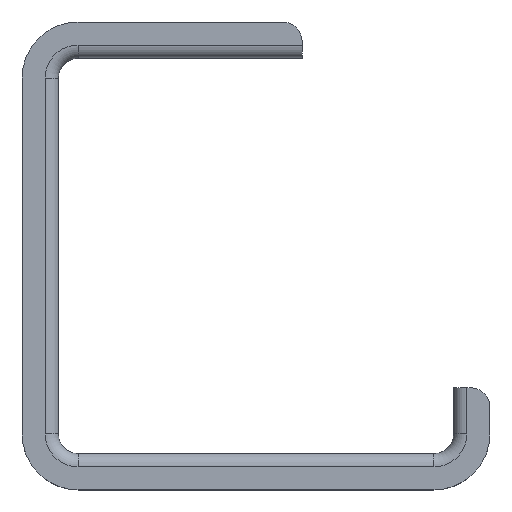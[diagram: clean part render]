
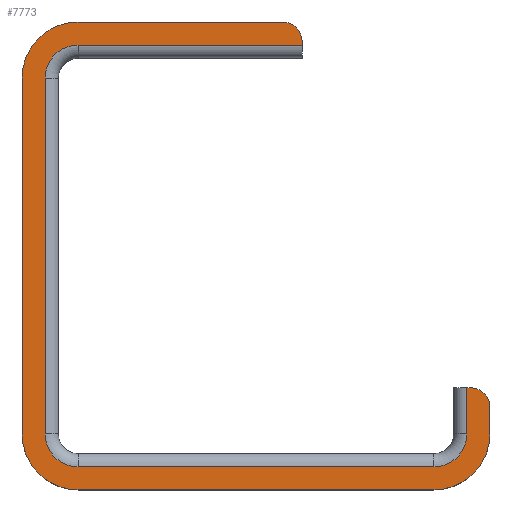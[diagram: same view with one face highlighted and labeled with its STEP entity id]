
A CAD part, top view. The second image highlights one B-rep face of the part: STEP entity #7773.
In plain terms, the highlighted planar face has unit normal (0, 0, 1).
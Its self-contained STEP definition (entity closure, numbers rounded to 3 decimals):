
#1654=DIRECTION('',(1.,0.,0.));
#1655=VECTOR('',#1654,108.);
#1656=CARTESIAN_POINT('',(-54.,-64.,11.));
#1657=LINE('',#1656,#1655);
#1673=CARTESIAN_POINT('',(54.,-54.,11.));
#1674=DIRECTION('',(0.,0.,-1.));
#1675=DIRECTION('',(1.,0.,0.));
#1676=AXIS2_PLACEMENT_3D('',#1673,#1674,#1675);
#1678=DIRECTION('',(-1.,0.,0.));
#1679=VECTOR('',#1678,1.);
#1680=CARTESIAN_POINT('',(65.,-40.,11.));
#1681=LINE('',#1680,#1679);
#1682=CARTESIAN_POINT('',(65.,-46.,11.));
#1683=DIRECTION('',(0.,0.,1.));
#1684=DIRECTION('',(1.,0.,0.));
#1685=AXIS2_PLACEMENT_3D('',#1682,#1683,#1684);
#1687=CARTESIAN_POINT('',(54.,-54.,11.));
#1688=DIRECTION('',(0.,0.,1.));
#1689=DIRECTION('',(0.,-1.,0.));
#1690=AXIS2_PLACEMENT_3D('',#1687,#1688,#1689);
#1692=CARTESIAN_POINT('',(-54.,-54.,11.));
#1693=DIRECTION('',(0.,0.,1.));
#1694=DIRECTION('',(-1.,0.,0.));
#1695=AXIS2_PLACEMENT_3D('',#1692,#1693,#1694);
#1697=CARTESIAN_POINT('',(-54.,54.,11.));
#1698=DIRECTION('',(0.,0.,1.));
#1699=DIRECTION('',(0.,1.,0.));
#1700=AXIS2_PLACEMENT_3D('',#1697,#1698,#1699);
#1702=CARTESIAN_POINT('',(8.,65.,11.));
#1703=DIRECTION('',(0.,0.,1.));
#1704=DIRECTION('',(1.,0.,0.));
#1705=AXIS2_PLACEMENT_3D('',#1702,#1703,#1704);
#1707=DIRECTION('',(0.,1.,0.));
#1708=VECTOR('',#1707,1.);
#1709=CARTESIAN_POINT('',(14.,64.,11.));
#1710=LINE('',#1709,#1708);
#1711=CARTESIAN_POINT('',(-54.,54.,11.));
#1712=DIRECTION('',(0.,0.,-1.));
#1713=DIRECTION('',(-1.,0.,0.));
#1714=AXIS2_PLACEMENT_3D('',#1711,#1712,#1713);
#1716=CARTESIAN_POINT('',(-54.,-54.,11.));
#1717=DIRECTION('',(0.,0.,-1.));
#1718=DIRECTION('',(0.,-1.,0.));
#1719=AXIS2_PLACEMENT_3D('',#1716,#1717,#1718);
#1725=DIRECTION('',(0.,1.,0.));
#1726=VECTOR('',#1725,14.);
#1727=CARTESIAN_POINT('',(64.,-54.,11.));
#1728=LINE('',#1727,#1726);
#1737=DIRECTION('',(0.,-1.,0.));
#1738=VECTOR('',#1737,8.);
#1739=CARTESIAN_POINT('',(71.,-46.,11.));
#1740=LINE('',#1739,#1738);
#1749=DIRECTION('',(-1.,0.,0.));
#1750=VECTOR('',#1749,108.);
#1751=CARTESIAN_POINT('',(54.,-71.,11.));
#1752=LINE('',#1751,#1750);
#1761=DIRECTION('',(0.,1.,0.));
#1762=VECTOR('',#1761,108.);
#1763=CARTESIAN_POINT('',(-71.,-54.,11.));
#1764=LINE('',#1763,#1762);
#1773=DIRECTION('',(1.,0.,0.));
#1774=VECTOR('',#1773,62.);
#1775=CARTESIAN_POINT('',(-54.,71.,11.));
#1776=LINE('',#1775,#1774);
#1789=DIRECTION('',(-1.,0.,0.));
#1790=VECTOR('',#1789,68.);
#1791=CARTESIAN_POINT('',(14.,64.,11.));
#1792=LINE('',#1791,#1790);
#1812=DIRECTION('',(0.,-1.,0.));
#1813=VECTOR('',#1812,108.);
#1814=CARTESIAN_POINT('',(-64.,54.,11.));
#1815=LINE('',#1814,#1813);
#5054=CARTESIAN_POINT('',(-54.,-71.,11.));
#5055=VERTEX_POINT('',#5054);
#5056=CARTESIAN_POINT('',(-71.,-54.,11.));
#5057=VERTEX_POINT('',#5056);
#5096=CARTESIAN_POINT('',(-54.,-64.,11.));
#5097=VERTEX_POINT('',#5096);
#5098=CARTESIAN_POINT('',(-64.,-54.,11.));
#5099=VERTEX_POINT('',#5098);
#5109=CARTESIAN_POINT('',(54.,-71.,11.));
#5110=VERTEX_POINT('',#5109);
#5111=CARTESIAN_POINT('',(54.,-64.,11.));
#5112=VERTEX_POINT('',#5111);
#5674=CARTESIAN_POINT('',(-54.,71.,11.));
#5676=VERTEX_POINT('',#5674);
#5680=CARTESIAN_POINT('',(-71.,54.,11.));
#5681=VERTEX_POINT('',#5680);
#5683=CARTESIAN_POINT('',(8.,71.,11.));
#5685=VERTEX_POINT('',#5683);
#5686=CARTESIAN_POINT('',(14.,65.,11.));
#5687=VERTEX_POINT('',#5686);
#5690=CARTESIAN_POINT('',(14.,64.,11.));
#5691=VERTEX_POINT('',#5690);
#5692=CARTESIAN_POINT('',(-54.,64.,11.));
#5693=VERTEX_POINT('',#5692);
#5694=CARTESIAN_POINT('',(-64.,54.,11.));
#5695=VERTEX_POINT('',#5694);
#5948=CARTESIAN_POINT('',(64.,-40.,11.));
#5949=VERTEX_POINT('',#5948);
#5950=CARTESIAN_POINT('',(65.,-40.,11.));
#5951=VERTEX_POINT('',#5950);
#5962=CARTESIAN_POINT('',(71.,-46.,11.));
#5963=VERTEX_POINT('',#5962);
#5976=CARTESIAN_POINT('',(71.,-54.,11.));
#5977=VERTEX_POINT('',#5976);
#5980=CARTESIAN_POINT('',(64.,-54.,11.));
#5982=VERTEX_POINT('',#5980);
#7735=CARTESIAN_POINT('',(-14.,-64.,11.));
#7736=DIRECTION('',(0.,0.,1.));
#7737=DIRECTION('',(0.,-1.,0.));
#7738=AXIS2_PLACEMENT_3D('',#7735,#7736,#7737);
#7739=PLANE('',#7738);
#7740=ORIENTED_EDGE('',*,*,#7700,.F.);
#7742=ORIENTED_EDGE('',*,*,#7741,.T.);
#7743=ORIENTED_EDGE('',*,*,#6820,.F.);
#7745=ORIENTED_EDGE('',*,*,#7744,.F.);
#7747=ORIENTED_EDGE('',*,*,#7746,.T.);
#7749=ORIENTED_EDGE('',*,*,#7748,.F.);
#7751=ORIENTED_EDGE('',*,*,#7750,.T.);
#7753=ORIENTED_EDGE('',*,*,#7752,.F.);
#7755=ORIENTED_EDGE('',*,*,#7754,.T.);
#7757=ORIENTED_EDGE('',*,*,#7756,.F.);
#7759=ORIENTED_EDGE('',*,*,#7758,.T.);
#7761=ORIENTED_EDGE('',*,*,#7760,.F.);
#7762=ORIENTED_EDGE('',*,*,#6103,.F.);
#7764=ORIENTED_EDGE('',*,*,#7763,.T.);
#7766=ORIENTED_EDGE('',*,*,#7765,.F.);
#7768=ORIENTED_EDGE('',*,*,#7767,.T.);
#7769=ORIENTED_EDGE('',*,*,#7726,.F.);
#7770=ORIENTED_EDGE('',*,*,#7715,.T.);
#7771=EDGE_LOOP('',(#7740,#7742,#7743,#7745,#7747,#7749,#7751,#7753,#7755,#7757,
#7759,#7761,#7762,#7764,#7766,#7768,#7769,#7770));
#7772=FACE_OUTER_BOUND('',#7771,.F.);
#7773=ADVANCED_FACE('',(#7772),#7739,.T.);
#1677=CIRCLE('',#1676,10.);
#1686=CIRCLE('',#1685,6.);
#1691=CIRCLE('',#1690,17.);
#1696=CIRCLE('',#1695,17.);
#1701=CIRCLE('',#1700,17.);
#1706=CIRCLE('',#1705,6.);
#1715=CIRCLE('',#1714,10.);
#1720=CIRCLE('',#1719,10.);
#6103=EDGE_CURVE('',#5691,#5687,#1710,.T.);
#6820=EDGE_CURVE('',#5951,#5949,#1681,.T.);
#7700=EDGE_CURVE('',#5982,#5112,#1677,.T.);
#7715=EDGE_CURVE('',#5097,#5112,#1657,.T.);
#7726=EDGE_CURVE('',#5097,#5099,#1720,.T.);
#7741=EDGE_CURVE('',#5982,#5949,#1728,.T.);
#7744=EDGE_CURVE('',#5963,#5951,#1686,.T.);
#7746=EDGE_CURVE('',#5963,#5977,#1740,.T.);
#7748=EDGE_CURVE('',#5110,#5977,#1691,.T.);
#7750=EDGE_CURVE('',#5110,#5055,#1752,.T.);
#7752=EDGE_CURVE('',#5057,#5055,#1696,.T.);
#7754=EDGE_CURVE('',#5057,#5681,#1764,.T.);
#7756=EDGE_CURVE('',#5676,#5681,#1701,.T.);
#7758=EDGE_CURVE('',#5676,#5685,#1776,.T.);
#7760=EDGE_CURVE('',#5687,#5685,#1706,.T.);
#7763=EDGE_CURVE('',#5691,#5693,#1792,.T.);
#7765=EDGE_CURVE('',#5695,#5693,#1715,.T.);
#7767=EDGE_CURVE('',#5695,#5099,#1815,.T.);
